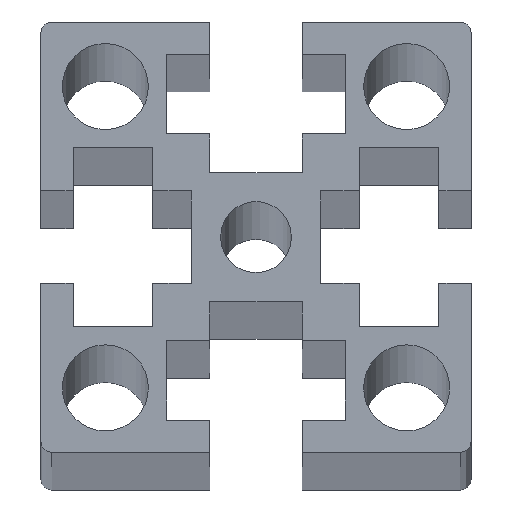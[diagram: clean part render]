
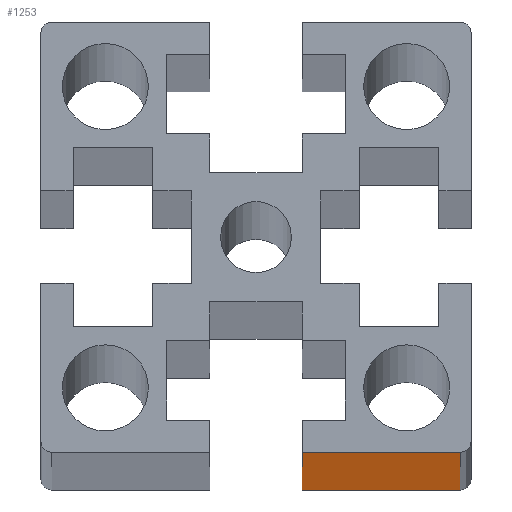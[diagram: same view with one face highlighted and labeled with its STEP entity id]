
A CAD part, top view. The second image highlights one B-rep face of the part: STEP entity #1253.
In plain terms, the highlighted planar face has unit normal (0, -1, 0).
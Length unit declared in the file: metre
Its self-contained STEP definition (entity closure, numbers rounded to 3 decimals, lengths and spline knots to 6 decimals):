
#73=LINE('',#1852,#233);
#74=LINE('',#1855,#234);
#75=LINE('',#1857,#235);
#76=LINE('',#1858,#236);
#233=VECTOR('',#1515,1.);
#234=VECTOR('',#1518,0.00735);
#235=VECTOR('',#1519,0.00735);
#236=VECTOR('',#1520,1.);
#353=PLANE('',#1333);
#429=FACE_OUTER_BOUND('',#497,.T.);
#497=EDGE_LOOP('',(#956,#957,#958,#959));
#614=VERTEX_POINT('',#1848);
#615=VERTEX_POINT('',#1850);
#616=VERTEX_POINT('',#1854);
#617=VERTEX_POINT('',#1856);
#757=EDGE_CURVE('',#614,#615,#73,.T.);
#758=EDGE_CURVE('',#616,#614,#74,.T.);
#759=EDGE_CURVE('',#617,#615,#75,.T.);
#760=EDGE_CURVE('',#616,#617,#76,.T.);
#956=ORIENTED_EDGE('',*,*,#758,.T.);
#957=ORIENTED_EDGE('',*,*,#757,.T.);
#958=ORIENTED_EDGE('',*,*,#759,.F.);
#959=ORIENTED_EDGE('',*,*,#760,.F.);
#1253=ADVANCED_FACE('',(#429),#353,.T.);
#1333=AXIS2_PLACEMENT_3D('',#1853,#1516,#1517);
#1515=DIRECTION('',(0.,0.,1.));
#1516=DIRECTION('center_axis',(0.,-1.,0.));
#1517=DIRECTION('ref_axis',(0.,0.,-1.));
#1518=DIRECTION('',(1.,0.,0.));
#1519=DIRECTION('',(1.,0.,0.));
#1520=DIRECTION('',(0.,0.,1.));
#1848=CARTESIAN_POINT('',(0.0095,-0.01,0.));
#1850=CARTESIAN_POINT('',(0.0095,-0.01,1.));
#1852=CARTESIAN_POINT('',(0.0095,-0.01,0.));
#1853=CARTESIAN_POINT('Origin',(0.00215,-0.01,0.));
#1854=CARTESIAN_POINT('',(0.00215,-0.01,0.));
#1855=CARTESIAN_POINT('',(0.00215,-0.01,0.));
#1856=CARTESIAN_POINT('',(0.00215,-0.01,1.));
#1857=CARTESIAN_POINT('',(0.00215,-0.01,1.));
#1858=CARTESIAN_POINT('',(0.00215,-0.01,0.));
